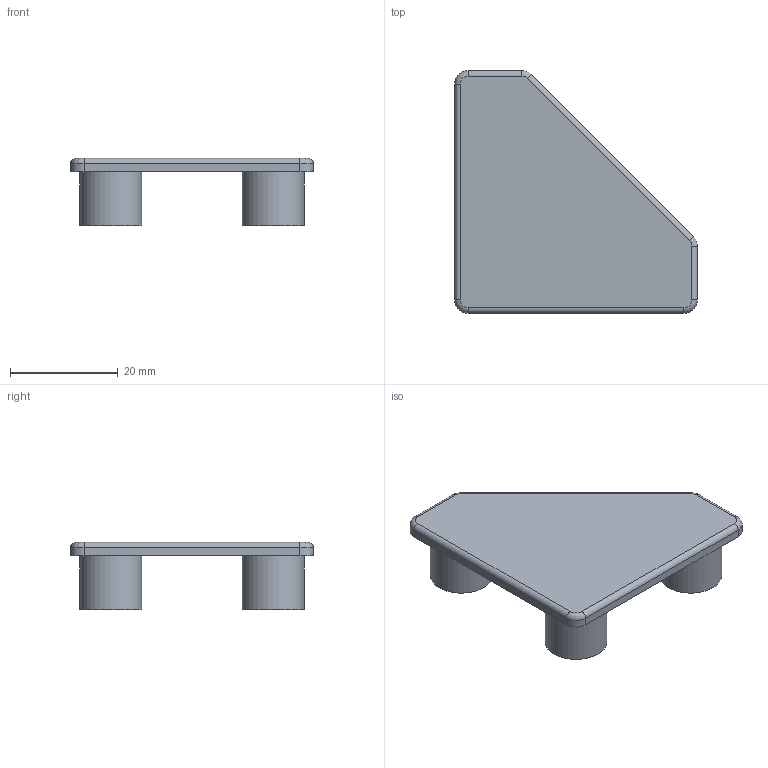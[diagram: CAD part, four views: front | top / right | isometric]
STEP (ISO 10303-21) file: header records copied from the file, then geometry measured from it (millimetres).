
FILE_DESCRIPTION(/* description */ ('TAPPO X PROFILO 45X45 MM 45°'),/* implementation_level */ '2;1');
FILE_NAME(/* name */ 'DTPTR0000127.stp',/* time_stamp */ '2018-11-08T10:56:59+01:00',/* author */ ('fzagni'),/* organization */ (''),/* preprocessor_version */ 'ST-DEVELOPER v16.1',/* originating_system */ 'Autodesk Inventor 2016',/* authorisation */ '');
FILE_SCHEMA (('AUTOMOTIVE_DESIGN { 1 0 10303 214 3 1 1 }'));
Length unit declared in the file: millimetre
Products named in the file (1): DTPTR0000127
Bounding box: 45 x 45 x 12.5 mm (x, y, z)
Volume: 4537.7 mm3; surface area: 5402.5 mm2
Topology: 1 solids, 1 shells, 34 faces, 68 edges, 42 vertices
Faces by surface type: cylinder 16, plane 13, bspline 5
Full cylindrical faces by diameter (mm): 10 x3, 11.5 x3
Entity records: 1108 total; most frequent: CARTESIAN_POINT 379, DIRECTION 159, ORIENTED_EDGE 124, AXIS2_PLACEMENT_3D 67, EDGE_CURVE 62, EDGE_LOOP 46, VERTEX_POINT 42, CIRCLE 37
